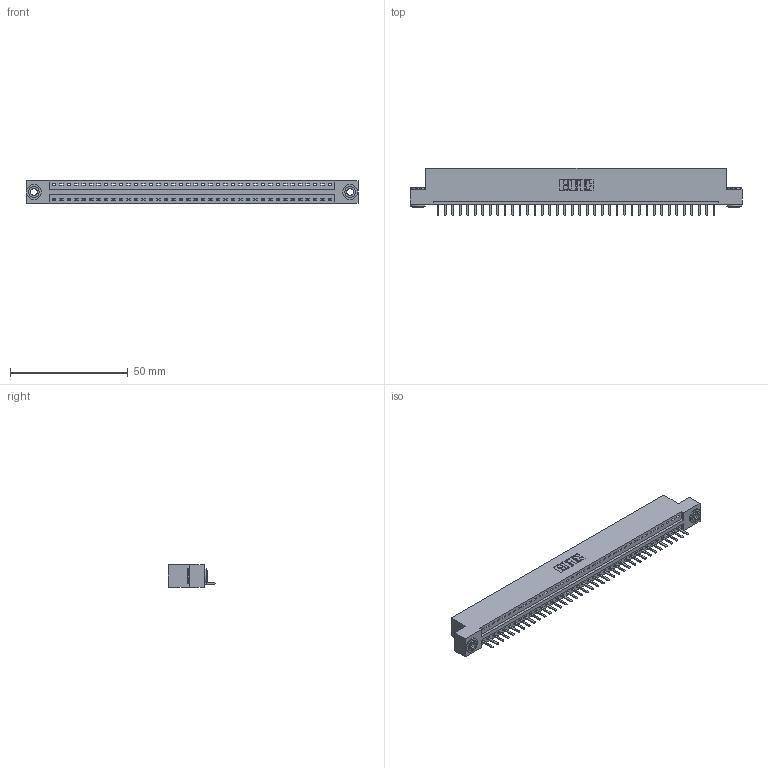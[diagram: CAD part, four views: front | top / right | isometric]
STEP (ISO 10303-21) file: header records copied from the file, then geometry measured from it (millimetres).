
FILE_DESCRIPTION (( 'STEP AP203' ), '1' );
FILE_NAME ('346-038-520-103.STEP', '2022-05-07T04:10:18', ( '' ), ( '' ), 'SwSTEP 2.0', 'SolidWorks 2020', '' );
FILE_SCHEMA (( 'CONFIG_CONTROL_DESIGN' ));
Length unit declared in the file: inch
Products named in the file (4): 345-292-001_345-293-120; 346 Part_Flush Mounting Lugs - 0.156 Dia-TH; 346-038-520-103; 345-250-002_345-250-002-102
Assembly tree (41 placements, depth 2):
  346-038-520-103
    346 Part_Flush Mounting Lugs - 0.156 Dia-TH
    345-292-001_345-293-120  x38
    345-250-002_345-250-002-102  x2
Bounding box: 141.22 x 20.02 x 9.4 mm (x, y, z)
Volume: 13382.7 mm3; surface area: 16570.1 mm2
Topology: 41 solids, 41 shells, 2530 faces, 7433 edges, 4850 vertices
Faces by surface type: plane 1696, cylinder 826, cone 8
Entity records: 25302 total; most frequent: CARTESIAN_POINT 4331, ORIENTED_EDGE 4282, DIRECTION 3843, EDGE_CURVE 2141, LINE 1829, VECTOR 1829, VERTEX_POINT 1422, AXIS2_PLACEMENT_3D 1007
